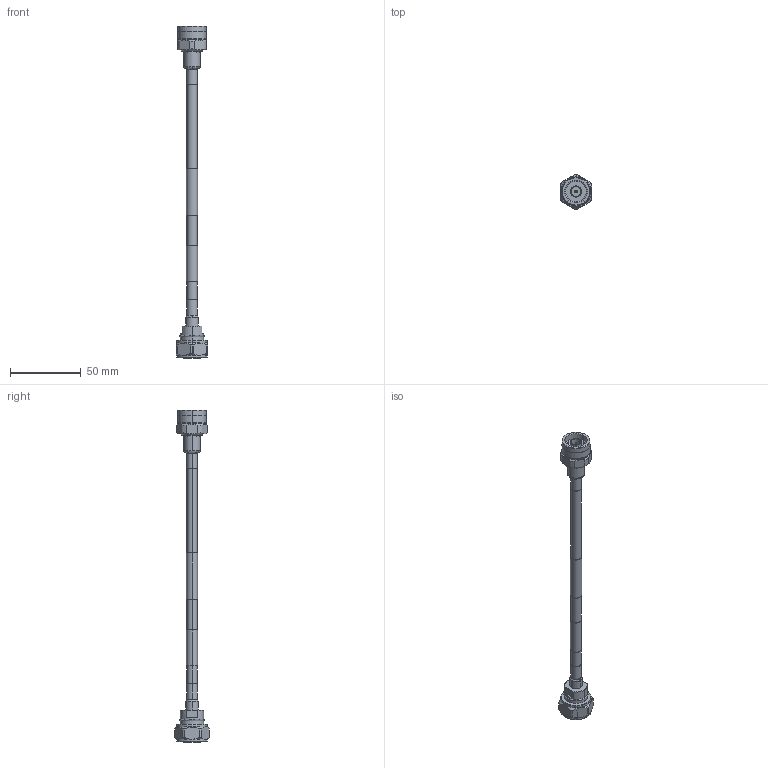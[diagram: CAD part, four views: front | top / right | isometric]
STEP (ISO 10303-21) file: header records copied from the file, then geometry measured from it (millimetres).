
FILE_DESCRIPTION (( 'STEP AP214' ), '1' );
FILE_NAME ('LCCA31028.step', '2022-10-04T19:16:26', ( '' ), ( '' ), 'SwSTEP 2.0', 'SolidWorks 2021', '' );
FILE_SCHEMA (( 'AUTOMOTIVE_DESIGN' ));
Length unit declared in the file: inch
Products named in the file (4): TC-250-NM-LP_body^LCCA31028; LCCA31028; SPP-250-LLPL ^LCCA31028_SPP-250-LLPL; TC-250-4310M-LP^LCCA31028_HeatShrink 
Assembly tree (3 placements, depth 2):
  LCCA31028
    SPP-250-LLPL ^LCCA31028_SPP-250-LLPL
    TC-250-NM-LP_body^LCCA31028
    TC-250-4310M-LP^LCCA31028_HeatShrink 
Bounding box: 22 x 24.62 x 235.17 mm (x, y, z)
Volume: 16594.5 mm3; surface area: 13678.3 mm2
Topology: 5 solids, 6 shells, 239 faces, 545 edges, 339 vertices
Faces by surface type: cylinder 105, cone 61, plane 52, bspline 11, torus 10
Entity records: 8999 total; most frequent: CARTESIAN_POINT 3410, DIRECTION 1194, ORIENTED_EDGE 1086, EDGE_CURVE 543, AXIS2_PLACEMENT_3D 505, VERTEX_POINT 339, CIRCLE 271, EDGE_LOOP 268
